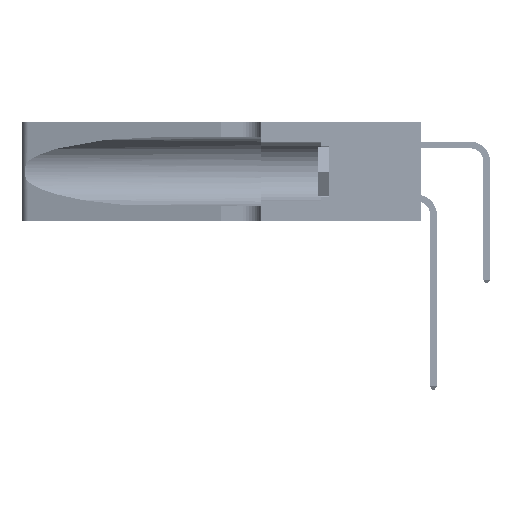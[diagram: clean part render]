
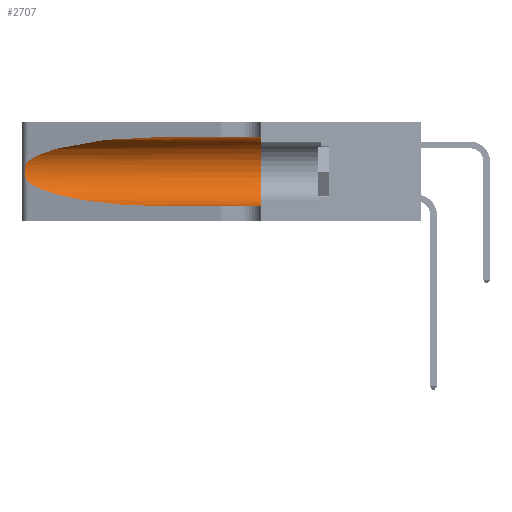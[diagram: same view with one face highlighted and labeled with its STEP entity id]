
A CAD part, left-side view. The second image highlights one B-rep face of the part: STEP entity #2707.
In plain terms, the highlighted cylindrical face has radius 3.308 mm (diameter 6.617 mm), a partial arc.
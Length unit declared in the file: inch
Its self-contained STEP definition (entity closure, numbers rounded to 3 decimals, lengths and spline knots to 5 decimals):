
#29 =( BOUNDED_CURVE ( )  B_SPLINE_CURVE ( 3, ( #43004, #48059, #51168, #34669 ),
 .UNSPECIFIED., .F., .T. ) 
 B_SPLINE_CURVE_WITH_KNOTS ( ( 4, 4 ),
 ( 1.5708, 2.84003 ),
 .UNSPECIFIED. ) 
 CURVE ( )  GEOMETRIC_REPRESENTATION_ITEM ( )  RATIONAL_B_SPLINE_CURVE ( ( 1., 0.87, 0.87, 1. ) ) 
 REPRESENTATION_ITEM ( '' )  );
#269 = ORIENTED_EDGE ( 'NONE', *, *, #19206, .T. ) ;
#389 = ORIENTED_EDGE ( 'NONE', *, *, #15788, .F. ) ;
#674 = FACE_OUTER_BOUND ( 'NONE', #28639, .T. ) ;
#2066 = CARTESIAN_POINT ( 'NONE',  ( 0.25789, 1.23486, 0.15765 ) ) ;
#2165 = DIRECTION ( 'NONE',  ( 0., -1., 0. ) ) ;
#2707 = ADVANCED_FACE ( 'NONE', ( #674 ), #20114, .F. ) ;
#4846 = VECTOR ( 'NONE', #36318, 39.37008 ) ;
#5871 = CARTESIAN_POINT ( 'NONE',  ( 0.26075, 1.23896, 0.178 ) ) ;
#7903 = DIRECTION ( 'NONE',  ( 0., 0., -1. ) ) ;
#8916 = DIRECTION ( 'NONE',  ( 0., 1., 0. ) ) ;
#10262 = VERTEX_POINT ( 'NONE', #11621 ) ;
#11621 = CARTESIAN_POINT ( 'NONE',  ( 0.25487, 1.22718, 0.14631 ) ) ;
#11806 = CARTESIAN_POINT ( 'NONE',  ( 0.18966, 0.96281, 0.05475 ) ) ;
#12698 = EDGE_CURVE ( 'NONE', #45230, #29959, #43647, .T. ) ;
#13335 = EDGE_CURVE ( 'NONE', #16044, #10262, #13430, .T. ) ;
#13430 = B_SPLINE_CURVE_WITH_KNOTS ( 'NONE', 3,
 ( #34877, #26705, #34695, #14022, #51713, #22520, #51892, #5871, #26872, #14384, #2066, #14724, #35244, #18527 ),
 .UNSPECIFIED., .F., .F.,
 ( 4, 2, 2, 2, 2, 2, 4 ),
 ( 0., 0.00027, 0.00053, 0.00107, 0.0016, 0.00187, 0.00214 ),
 .UNSPECIFIED. ) ;
#14022 = CARTESIAN_POINT ( 'NONE',  ( 0.25787, 1.23484, 0.2124 ) ) ;
#14384 = CARTESIAN_POINT ( 'NONE',  ( 0.25856, 1.23593, 0.16098 ) ) ;
#14724 = CARTESIAN_POINT ( 'NONE',  ( 0.25639, 1.23186, 0.15144 ) ) ;
#15788 = EDGE_CURVE ( 'NONE', #29959, #35438, #39356, .T. ) ;
#16044 = VERTEX_POINT ( 'NONE', #32069 ) ;
#16607 = AXIS2_PLACEMENT_3D ( 'NONE', #26122, #8916, #34464 ) ;
#16819 = CARTESIAN_POINT ( 'NONE',  ( 0.1305, 0.72297, 0.31525 ) ) ;
#16928 = CARTESIAN_POINT ( 'NONE',  ( 0.1305, 1.61858, 0.185 ) ) ;
#17873 = ORIENTED_EDGE ( 'NONE', *, *, #13335, .T. ) ;
#18527 = CARTESIAN_POINT ( 'NONE',  ( 0.25487, 1.22718, 0.14631 ) ) ;
#19206 = EDGE_CURVE ( 'NONE', #45230, #16044, #29, .T. ) ;
#20114 = CYLINDRICAL_SURFACE ( 'NONE', #29289, 0.13025 ) ;
#22270 = ORIENTED_EDGE ( 'NONE', *, *, #12698, .F. ) ;
#22520 = CARTESIAN_POINT ( 'NONE',  ( 0.26018, 1.23835, 0.19895 ) ) ;
#23201 = CARTESIAN_POINT ( 'NONE',  ( 0.1305, 0.72297, 0.05475 ) ) ;
#25103 = DIRECTION ( 'NONE',  ( 0., -1., 0. ) ) ;
#26122 = CARTESIAN_POINT ( 'NONE',  ( 0.1305, 0.35, 0.185 ) ) ;
#26705 = CARTESIAN_POINT ( 'NONE',  ( 0.25555, 1.22994, 0.2215 ) ) ;
#26872 = CARTESIAN_POINT ( 'NONE',  ( 0.26017, 1.23833, 0.17102 ) ) ;
#27431 = VECTOR ( 'NONE', #2165, 39.37008 ) ;
#28086 =( BOUNDED_CURVE ( )  B_SPLINE_CURVE ( 3, ( #39364, #48208, #11806, #23201 ),
 .UNSPECIFIED., .F., .T. ) 
 B_SPLINE_CURVE_WITH_KNOTS ( ( 4, 4 ),
 ( 3.44316, 4.71239 ),
 .UNSPECIFIED. ) 
 CURVE ( )  GEOMETRIC_REPRESENTATION_ITEM ( )  RATIONAL_B_SPLINE_CURVE ( ( 1., 0.87, 0.87, 1. ) ) 
 REPRESENTATION_ITEM ( '' )  );
#28639 = EDGE_LOOP ( 'NONE', ( #269, #17873, #37553, #53505, #389, #22270 ) ) ;
#29289 = AXIS2_PLACEMENT_3D ( 'NONE', #16928, #25103, #7903 ) ;
#29959 = VERTEX_POINT ( 'NONE', #37145 ) ;
#32069 = CARTESIAN_POINT ( 'NONE',  ( 0.25487, 1.22718, 0.22369 ) ) ;
#34464 = DIRECTION ( 'NONE',  ( 0., 0., 1. ) ) ;
#34669 = CARTESIAN_POINT ( 'NONE',  ( 0.25487, 1.22718, 0.22369 ) ) ;
#34695 = CARTESIAN_POINT ( 'NONE',  ( 0.25639, 1.23184, 0.21858 ) ) ;
#34877 = CARTESIAN_POINT ( 'NONE',  ( 0.25487, 1.22718, 0.22369 ) ) ;
#35244 = CARTESIAN_POINT ( 'NONE',  ( 0.25555, 1.22993, 0.14849 ) ) ;
#35438 = VERTEX_POINT ( 'NONE', #36873 ) ;
#35974 = EDGE_CURVE ( 'NONE', #10262, #43952, #28086, .T. ) ;
#36318 = DIRECTION ( 'NONE',  ( 0., -1., 0. ) ) ;
#36873 = CARTESIAN_POINT ( 'NONE',  ( 0.1305, 0.35, 0.05475 ) ) ;
#37145 = CARTESIAN_POINT ( 'NONE',  ( 0.1305, 0.35, 0.31525 ) ) ;
#37553 = ORIENTED_EDGE ( 'NONE', *, *, #35974, .T. ) ;
#39356 = CIRCLE ( 'NONE', #16607, 0.13025 ) ;
#39364 = CARTESIAN_POINT ( 'NONE',  ( 0.25487, 1.22718, 0.14631 ) ) ;
#40469 = CARTESIAN_POINT ( 'NONE',  ( 0.1305, 1.61858, 0.05475 ) ) ;
#42146 = EDGE_CURVE ( 'NONE', #43952, #35438, #50251, .T. ) ;
#43004 = CARTESIAN_POINT ( 'NONE',  ( 0.1305, 0.72297, 0.31525 ) ) ;
#43647 = LINE ( 'NONE', #44017, #27431 ) ;
#43952 = VERTEX_POINT ( 'NONE', #44637 ) ;
#44017 = CARTESIAN_POINT ( 'NONE',  ( 0.1305, 1.61858, 0.31525 ) ) ;
#44637 = CARTESIAN_POINT ( 'NONE',  ( 0.1305, 0.72297, 0.05475 ) ) ;
#45230 = VERTEX_POINT ( 'NONE', #16819 ) ;
#48059 = CARTESIAN_POINT ( 'NONE',  ( 0.18966, 0.96281, 0.31525 ) ) ;
#48208 = CARTESIAN_POINT ( 'NONE',  ( 0.2373, 1.15595, 0.08982 ) ) ;
#50251 = LINE ( 'NONE', #40469, #4846 ) ;
#51168 = CARTESIAN_POINT ( 'NONE',  ( 0.2373, 1.15595, 0.28018 ) ) ;
#51713 = CARTESIAN_POINT ( 'NONE',  ( 0.25854, 1.2359, 0.20912 ) ) ;
#51892 = CARTESIAN_POINT ( 'NONE',  ( 0.26075, 1.23896, 0.19203 ) ) ;
#53505 = ORIENTED_EDGE ( 'NONE', *, *, #42146, .T. ) ;
